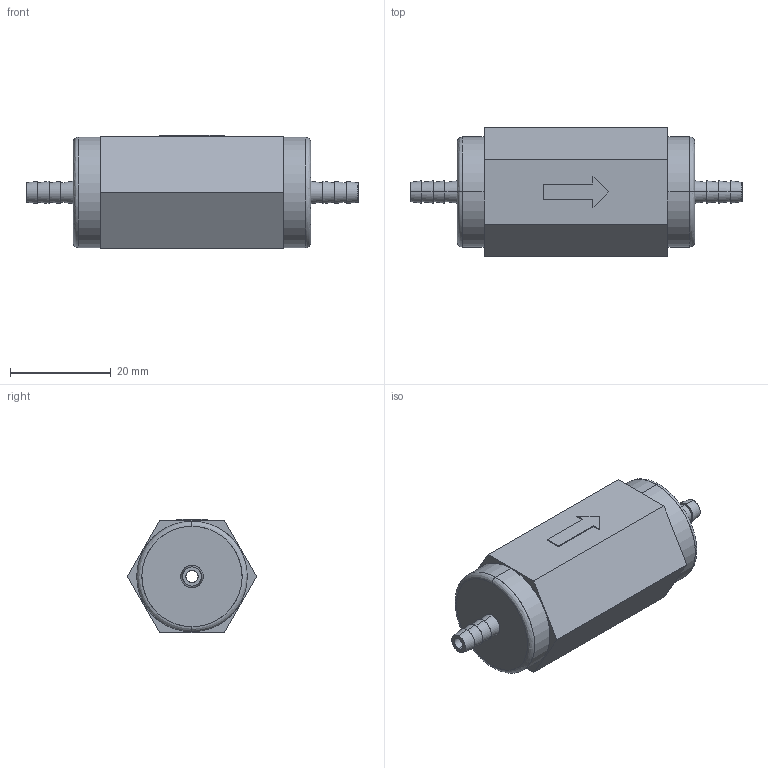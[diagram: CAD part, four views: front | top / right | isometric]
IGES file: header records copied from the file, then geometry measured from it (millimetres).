
Start section: SolidWorks IGES file using analytic representation for surfaces
Global section: file name: E-C-PF-1C1C-E-0.33.IGS; native system: SolidWorks 2017; preprocessor: SolidWorks 2017; author: wtsang; date: 180104.103318; units: millimetre
Bounding box: 66.04 x 25.74 x 22.5 mm (x, y, z)
Surface area: 5118.1 mm2 (no closed solid volume)
Topology: 0 solids, 0 shells, 52 faces, 886 edges, 886 vertices
Faces by surface type: bspline 30, revolution 22
